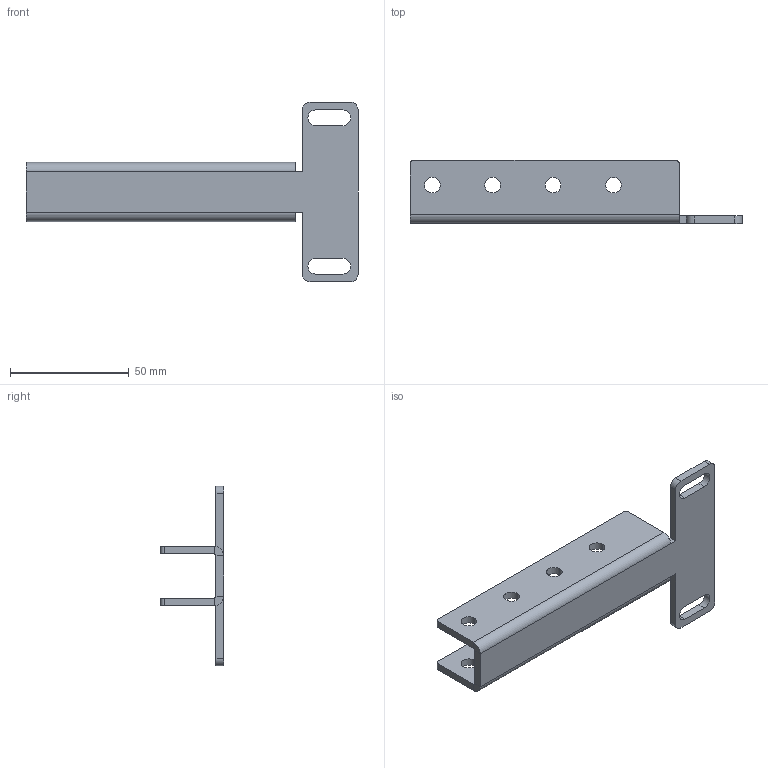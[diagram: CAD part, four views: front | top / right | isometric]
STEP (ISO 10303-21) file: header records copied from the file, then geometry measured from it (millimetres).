
FILE_DESCRIPTION (( 'STEP AP203' ), '1' );
FILE_NAME ('am-0824 Nano Tube Front Mount.STEP', '2014-01-10T20:04:03', ( '' ), ( '' ), 'SwSTEP 2.0', 'SolidWorks 2010', '' );
FILE_SCHEMA (( 'CONFIG_CONTROL_DESIGN' ));
Length unit declared in the file: inch
Products named in the file (1): am-0824 Nano Tube Front Mount
Bounding box: 139.7 x 26.54 x 75.69 mm (x, y, z)
Volume: 29217.4 mm3; surface area: 20884.6 mm2
Topology: 1 solids, 1 shells, 60 faces, 158 edges, 100 vertices
Faces by surface type: cylinder 32, plane 28
Entity records: 1977 total; most frequent: DIRECTION 344, CARTESIAN_POINT 319, ORIENTED_EDGE 316, EDGE_CURVE 158, AXIS2_PLACEMENT_3D 125, VERTEX_POINT 100, LINE 94, VECTOR 94
